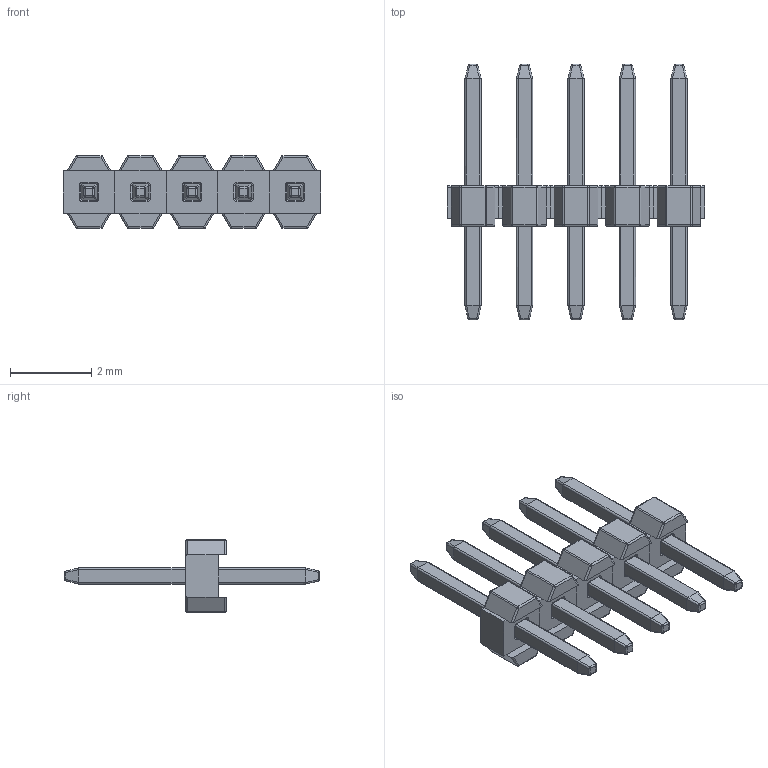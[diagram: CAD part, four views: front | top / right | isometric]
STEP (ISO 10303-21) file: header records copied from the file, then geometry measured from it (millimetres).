
FILE_DESCRIPTION (( 'STEP AP214' ), '1' );
FILE_NAME ('HPH1-A-05-UA.STEP', '2019-04-12T15:47:07', ( '' ), ( '' ), 'SwSTEP 2.0', 'SolidWorks 2014', '' );
FILE_SCHEMA (( 'AUTOMOTIVE_DESIGN' ));
Length unit declared in the file: millimetre
Products named in the file (1): HPH1-A-05-UA
Bounding box: 6.35 x 6.3 x 1.8 mm (x, y, z)
Volume: 12.7 mm3; surface area: 99.8 mm2
Topology: 15 solids, 15 shells, 610 faces, 1460 edges, 800 vertices
Faces by surface type: cylinder 280, plane 210, sphere 80, torus 40
Entity records: 16844 total; most frequent: CARTESIAN_POINT 3271, DIRECTION 2902, ORIENTED_EDGE 2760, EDGE_CURVE 1380, AXIS2_PLACEMENT_3D 1071, VERTEX_POINT 800, VECTOR 760, LINE 760
